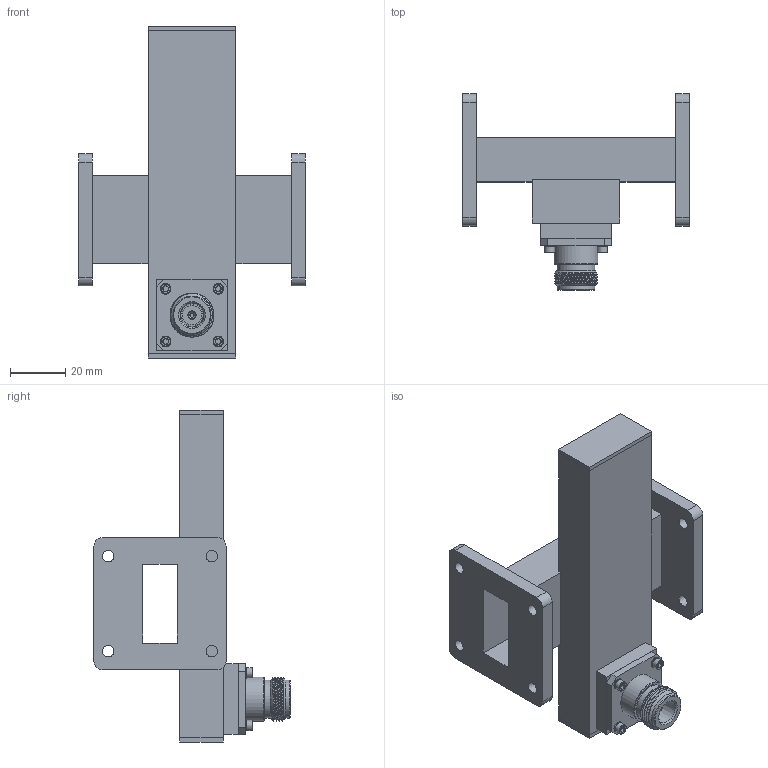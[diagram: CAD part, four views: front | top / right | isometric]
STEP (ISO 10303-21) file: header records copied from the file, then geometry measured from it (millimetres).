
FILE_DESCRIPTION (( 'STEP AP203' ), '1' );
FILE_NAME ('FMWCP1083-40_3D.step', '2022-07-26T23:08:22', ( '' ), ( '' ), 'SwSTEP 2.0', 'SolidWorks 2021', '' );
FILE_SCHEMA (( 'CONFIG_CONTROL_DESIGN' ));
Length unit declared in the file: inch
Products named in the file (1): FMWCP1083-40_3D
Bounding box: 82 x 70.91 x 120 mm (x, y, z)
Volume: 96141.9 mm3; surface area: 35683.7 mm2
Topology: 1 solids, 1 shells, 191 faces, 445 edges, 279 vertices
Faces by surface type: plane 105, cone 43, cylinder 39, bspline 4
Full cylindrical faces by diameter (mm): 1.524 x1, 3.048 x1, 3.658 x4, 3.856 x4, 4.166 x8, 6.985 x1, 13.716 x2, 15.875 x1
Entity records: 7027 total; most frequent: CARTESIAN_POINT 2912, DIRECTION 806, ORIENTED_EDGE 784, EDGE_CURVE 392, AXIS2_PLACEMENT_3D 302, EDGE_LOOP 268, VERTEX_POINT 262, FACE_OUTER_BOUND 214
